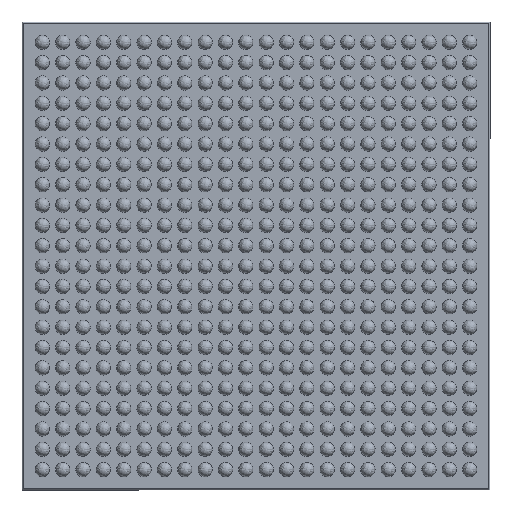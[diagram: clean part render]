
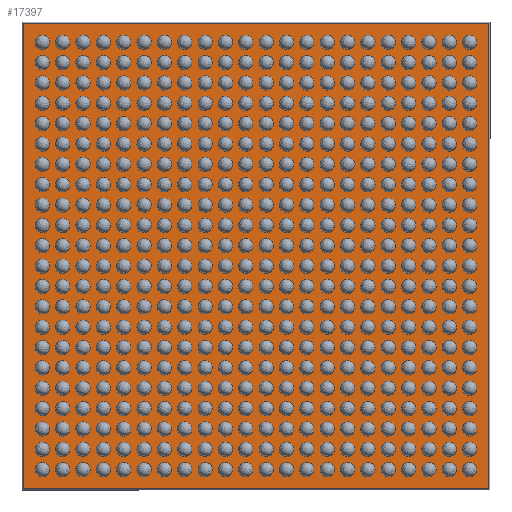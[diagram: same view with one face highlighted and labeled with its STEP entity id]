
A CAD part, front view. The second image highlights one B-rep face of the part: STEP entity #17397.
In plain terms, the highlighted planar face has unit normal (0, -1, 0).
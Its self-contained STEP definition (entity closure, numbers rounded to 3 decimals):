
#119 = EDGE_CURVE ( 'NONE', #8688, #8002, #10101, .T. ) ;
#1451 = DIRECTION ( 'NONE',  ( 0., -1., 0. ) ) ;
#1849 = CARTESIAN_POINT ( 'NONE',  ( 0., 0., -0.05 ) ) ;
#2037 = VERTEX_POINT ( 'NONE', #33933 ) ;
#2065 = CARTESIAN_POINT ( 'NONE',  ( 22.95, 0., -0.05 ) ) ;
#4079 = DIRECTION ( 'NONE',  ( 0., 0., -1. ) ) ;
#4590 = FACE_OUTER_BOUND ( 'NONE', #12507, .T. ) ;
#5185 = DIRECTION ( 'NONE',  ( 0., 0., 1. ) ) ;
#5870 = EDGE_CURVE ( 'NONE', #2037, #27371, #6792, .T. ) ;
#6504 = AXIS2_PLACEMENT_3D ( 'NONE', #33922, #1451, #4079 ) ;
#6792 = LINE ( 'NONE', #17197, #32383 ) ;
#8002 = VERTEX_POINT ( 'NONE', #2065 ) ;
#8073 = VECTOR ( 'NONE', #5185, 1000. ) ;
#8688 = VERTEX_POINT ( 'NONE', #33885 ) ;
#8905 = DIRECTION ( 'NONE',  ( 0., 0., -1. ) ) ;
#10101 = LINE ( 'NONE', #18069, #8073 ) ;
#10133 = VECTOR ( 'NONE', #32099, 1000. ) ;
#10696 = ORIENTED_EDGE ( 'NONE', *, *, #5870, .T. ) ;
#11594 = VECTOR ( 'NONE', #23406, 1000. ) ;
#12507 = EDGE_LOOP ( 'NONE', ( #18028, #24155, #23837, #10696 ) ) ;
#15346 = CARTESIAN_POINT ( 'NONE',  ( 0.05, 0., -22.95 ) ) ;
#16267 = EDGE_CURVE ( 'NONE', #8002, #2037, #18252, .T. ) ;
#16713 = LINE ( 'NONE', #27534, #10133 ) ;
#17197 = CARTESIAN_POINT ( 'NONE',  ( 0.05, 0., 0. ) ) ;
#17397 = ADVANCED_FACE ( 'NONE', ( #4590 ), #22815, .T. ) ;
#18028 = ORIENTED_EDGE ( 'NONE', *, *, #21730, .T. ) ;
#18069 = CARTESIAN_POINT ( 'NONE',  ( 22.95, 0., 0. ) ) ;
#18252 = LINE ( 'NONE', #1849, #11594 ) ;
#21730 = EDGE_CURVE ( 'NONE', #27371, #8688, #16713, .T. ) ;
#22815 = PLANE ( 'NONE',  #6504 ) ;
#23406 = DIRECTION ( 'NONE',  ( -1., 0., 0. ) ) ;
#23837 = ORIENTED_EDGE ( 'NONE', *, *, #16267, .T. ) ;
#24155 = ORIENTED_EDGE ( 'NONE', *, *, #119, .T. ) ;
#27371 = VERTEX_POINT ( 'NONE', #15346 ) ;
#27534 = CARTESIAN_POINT ( 'NONE',  ( 0., 0., -22.95 ) ) ;
#32099 = DIRECTION ( 'NONE',  ( 1., 0., 0. ) ) ;
#32383 = VECTOR ( 'NONE', #8905, 1000. ) ;
#33885 = CARTESIAN_POINT ( 'NONE',  ( 22.95, 0., -22.95 ) ) ;
#33922 = CARTESIAN_POINT ( 'NONE',  ( 0., 0., 0. ) ) ;
#33933 = CARTESIAN_POINT ( 'NONE',  ( 0.05, 0., -0.05 ) ) ;
